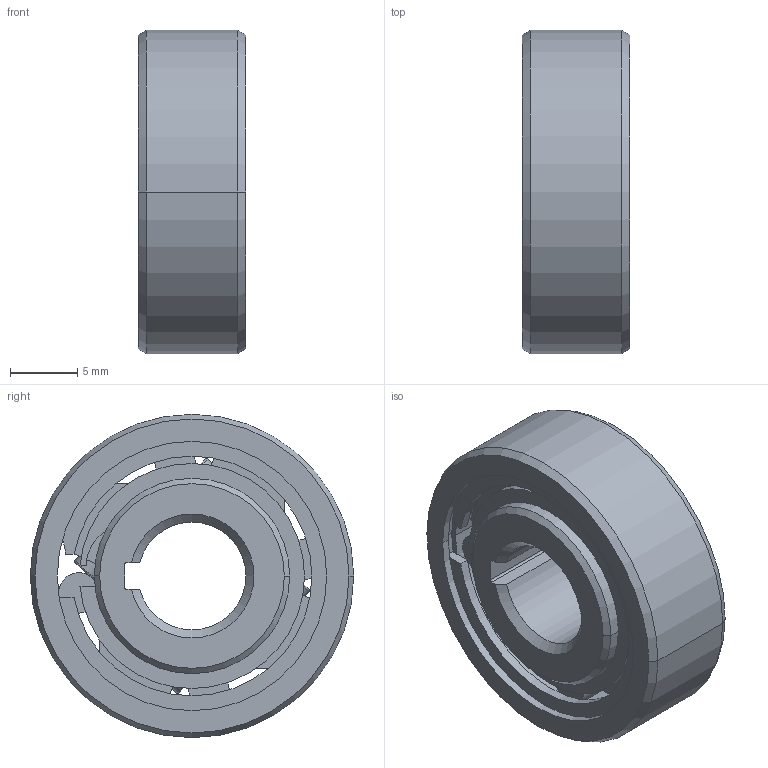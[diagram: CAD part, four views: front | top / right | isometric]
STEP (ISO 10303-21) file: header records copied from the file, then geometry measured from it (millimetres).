
FILE_DESCRIPTION((''),'2;1');
FILE_NAME('FREILAUF_AS8_ASM','2025-05-06T10:51:42',('Administrator'),(''),'CREO PARAMETRIC BY PTC INC, 2020414','CREO PARAMETRIC BY PTC INC, 2020414','');
FILE_SCHEMA(('AUTOMOTIVE_DESIGN { 1 0 10303 214 1 1 1 1 }'));
Length unit declared in the file: millimetre
Products named in the file (10): STERN_AS8_NICO_1; DRUCKBOLZEN_AS8_1; DRUCKFEDER_AS8_5_1; ANFED_KPL_AS8_6_AS8_5_ASM_1_ASM; ROLLE_3X4_1; A-RING_AS8_NICO_1; ESB20_1; ESW14_5_NICO_1; FREILAUF_AS8_NICO_ASM_1_ASM; FREILAUF_AS8_ASM
Assembly tree (17 placements, depth 4):
  FREILAUF_AS8_ASM
    FREILAUF_AS8_NICO_ASM_1_ASM
      STERN_AS8_NICO_1
      ANFED_KPL_AS8_6_AS8_5_ASM_1_ASM  x4
        DRUCKBOLZEN_AS8_1
        DRUCKFEDER_AS8_5_1
      ROLLE_3X4_1  x4
      A-RING_AS8_NICO_1
      ESB20_1  x2
      ESW14_5_NICO_1  x2
Bounding box: 8 x 24 x 24 mm (x, y, z)
Volume: 2430.9 mm3; surface area: 3995.3 mm2
Topology: 18 solids, 18 shells, 212 faces, 530 edges, 358 vertices
Faces by surface type: cylinder 71, plane 67, cone 42, bspline 24, torus 8
Entity records: 6141 total; most frequent: CARTESIAN_POINT 2210, DIRECTION 774, ORIENTED_EDGE 652, AXIS2_PLACEMENT_3D 329, EDGE_CURVE 326, VERTEX_POINT 226, CIRCLE 160, EDGE_LOOP 136
